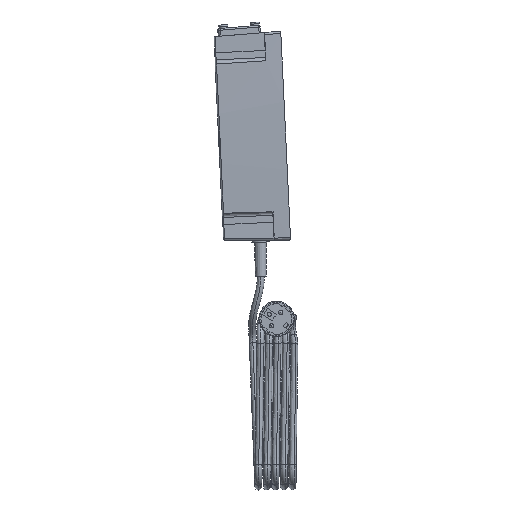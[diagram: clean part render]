
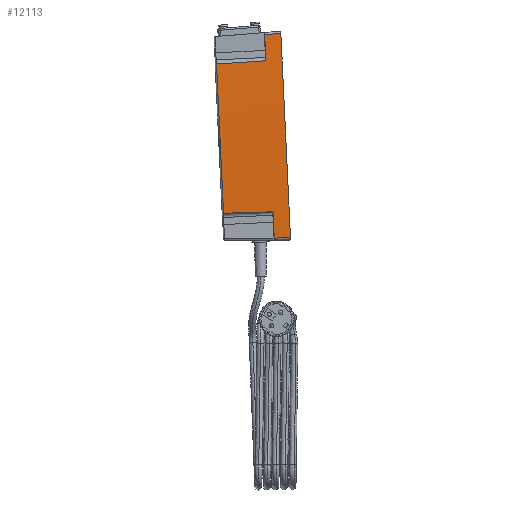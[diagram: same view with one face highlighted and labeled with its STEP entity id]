
A CAD part, top view. The second image highlights one B-rep face of the part: STEP entity #12113.
In plain terms, the highlighted conical face has half-angle 2 degrees and reference radius 2999.98 mm.
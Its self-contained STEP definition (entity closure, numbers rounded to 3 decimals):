
#33=(
BOUNDED_CURVE()
B_SPLINE_CURVE(2,(#20523,#20524,#20525),.UNSPECIFIED.,.F.,.F.)
B_SPLINE_CURVE_WITH_KNOTS((3,3),(0.,5.804),.UNSPECIFIED.)
CURVE()
GEOMETRIC_REPRESENTATION_ITEM()
RATIONAL_B_SPLINE_CURVE((1.,1.,1.))
REPRESENTATION_ITEM($)
);
#34=(
BOUNDED_CURVE()
B_SPLINE_CURVE(2,(#20549,#20550,#20551),.UNSPECIFIED.,.F.,.F.)
B_SPLINE_CURVE_WITH_KNOTS((3,3),(0.,5.804),.UNSPECIFIED.)
CURVE()
GEOMETRIC_REPRESENTATION_ITEM()
RATIONAL_B_SPLINE_CURVE((1.,1.,1.))
REPRESENTATION_ITEM($)
);
#59=CONICAL_SURFACE($,#12819,2999.983,2.);
#80=CIRCLE($,#12491,2997.295);
#146=CIRCLE($,#12800,2999.32);
#150=CIRCLE($,#12809,2999.32);
#154=CIRCLE($,#12820,2999.983);
#1789=FACE_OUTER_BOUND($,#2549,.T.);
#2549=EDGE_LOOP($,(#10419,#10420,#10421,#10422,#10423,#10424,#10425,#10426));
#3670=LINE($,#20610,#4716);
#3671=LINE($,#20613,#4717);
#4716=VECTOR($,#14938,19.012);
#4717=VECTOR($,#14941,19.012);
#5653=VERTEX_POINT($,#18196);
#5654=VERTEX_POINT($,#18198);
#6023=VERTEX_POINT($,#20522);
#6025=VERTEX_POINT($,#20534);
#6029=VERTEX_POINT($,#20548);
#6035=VERTEX_POINT($,#20568);
#6047=VERTEX_POINT($,#20609);
#6048=VERTEX_POINT($,#20611);
#6955=EDGE_CURVE($,#5654,#5653,#80,.T.);
#7527=EDGE_CURVE($,#6023,#5654,#33,.T.);
#7532=EDGE_CURVE($,#6025,#6023,#146,.T.);
#7539=EDGE_CURVE($,#5653,#6029,#34,.T.);
#7548=EDGE_CURVE($,#6029,#6035,#150,.T.);
#7565=EDGE_CURVE($,#6047,#6035,#3670,.T.);
#7566=EDGE_CURVE($,#6048,#6047,#154,.T.);
#7567=EDGE_CURVE($,#6048,#6025,#3671,.T.);
#10419=ORIENTED_EDGE($,*,*,#7527,.T.);
#10420=ORIENTED_EDGE($,*,*,#6955,.T.);
#10421=ORIENTED_EDGE($,*,*,#7539,.T.);
#10422=ORIENTED_EDGE($,*,*,#7548,.T.);
#10423=ORIENTED_EDGE($,*,*,#7565,.F.);
#10424=ORIENTED_EDGE($,*,*,#7566,.F.);
#10425=ORIENTED_EDGE($,*,*,#7567,.T.);
#10426=ORIENTED_EDGE($,*,*,#7532,.T.);
#12113=ADVANCED_FACE($,(#1789),#59,.T.);
#12491=AXIS2_PLACEMENT_3D($,#18199,#13829,#13830);
#12800=AXIS2_PLACEMENT_3D($,#20535,#14877,#14878);
#12809=AXIS2_PLACEMENT_3D($,#20570,#14905,#14906);
#12819=AXIS2_PLACEMENT_3D($,#20608,#14936,#14937);
#12820=AXIS2_PLACEMENT_3D($,#20612,#14939,#14940);
#13829=DIRECTION('center_axis',(0.,0.,1.));
#13830=DIRECTION('ref_axis',(-0.04,-0.999,0.));
#14877=DIRECTION('center_axis',(0.,0.,1.));
#14878=DIRECTION('ref_axis',(-0.04,-0.999,0.));
#14905=DIRECTION('center_axis',(0.,0.,1.));
#14906=DIRECTION('ref_axis',(-0.04,-0.999,0.));
#14936=DIRECTION('center_axis',(0.,0.,1.));
#14937=DIRECTION('ref_axis',(-0.04,-0.999,0.));
#14938=DIRECTION($,(-0.001,0.035,-0.999));
#14939=DIRECTION('center_axis',(0.,0.,1.));
#14940=DIRECTION('ref_axis',(-0.04,-0.999,0.));
#14941=DIRECTION($,(0.001,0.035,-0.999));
#18196=CARTESIAN_POINT('',(87.614,-77.016,-75.8));
#18198=CARTESIAN_POINT('',(-87.614,-77.016,-75.8));
#18199=CARTESIAN_POINT('Origin',(0.,2918.998,-75.8));
#20522=CARTESIAN_POINT('',(-88.626,-79.012,-17.8));
#20523=CARTESIAN_POINT('Ctrl Pts',(-88.626,-79.012,-17.8));
#20524=CARTESIAN_POINT('Ctrl Pts',(-88.12,-78.014,
-46.81));
#20525=CARTESIAN_POINT('Ctrl Pts',(-87.614,-77.016,
-75.8));
#20534=CARTESIAN_POINT('',(-119.58,-77.937,-17.8));
#20535=CARTESIAN_POINT('Origin',(0.,2918.998,-17.8));
#20548=CARTESIAN_POINT('',(88.626,-79.012,-17.8));
#20549=CARTESIAN_POINT('Ctrl Pts',(87.614,-77.016,-75.8));
#20550=CARTESIAN_POINT('Ctrl Pts',(88.12,-78.014,-46.81));
#20551=CARTESIAN_POINT('Ctrl Pts',(88.626,-79.012,-17.8));
#20568=CARTESIAN_POINT('',(119.581,-77.937,-17.8));
#20570=CARTESIAN_POINT('Origin',(0.,2918.998,-17.8));
#20608=CARTESIAN_POINT('Origin',(0.,2918.998,1.2));
#20609=CARTESIAN_POINT('',(119.607,-78.6,1.2));
#20610=CARTESIAN_POINT($,(119.607,-78.6,1.2));
#20611=CARTESIAN_POINT('',(-119.606,-78.6,1.2));
#20612=CARTESIAN_POINT('Origin',(0.,2918.998,1.2));
#20613=CARTESIAN_POINT($,(-119.606,-78.6,1.2));
